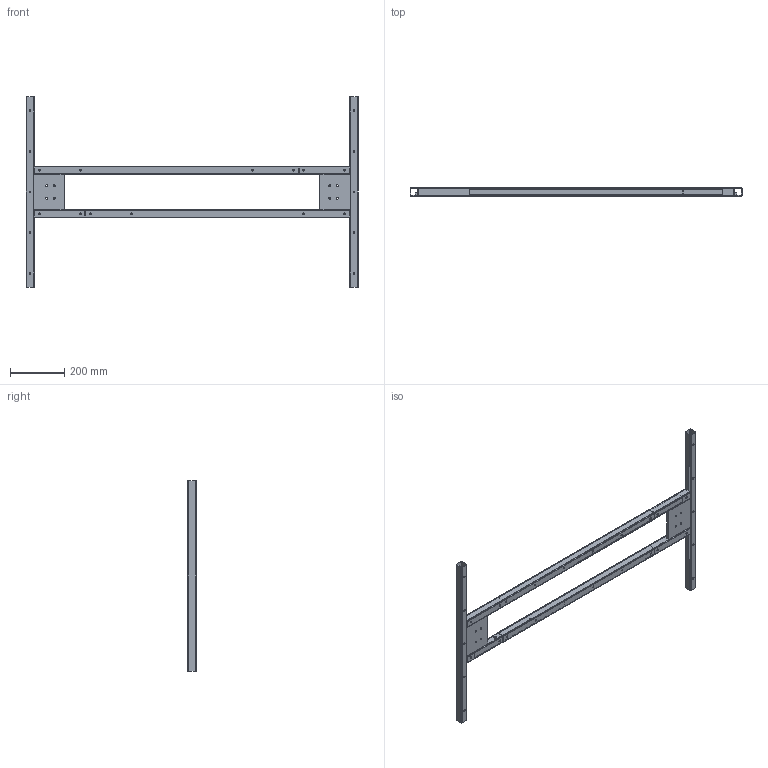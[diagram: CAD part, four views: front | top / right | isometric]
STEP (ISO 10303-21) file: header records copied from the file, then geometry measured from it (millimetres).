
FILE_DESCRIPTION (( 'STEP AP203' ), '1' );
FILE_NAME ('Tischrahmen.STEP', '2016-04-15T08:45:51', ( 'admin' ), ( 'Hewlett-Packard Company' ), 'SwSTEP 2.0', 'SolidWorks 2014', '' );
FILE_SCHEMA (( 'CONFIG_CONTROL_DESIGN' ));
Length unit declared in the file: millimetre
Products named in the file (1): Tischrahmen
Bounding box: 1220 x 30 x 700 mm (x, y, z)
Volume: 1390827.6 mm3; surface area: 1184255.1 mm2
Topology: 2 solids, 2 shells, 378 faces, 1124 edges, 728 vertices
Faces by surface type: cylinder 248, plane 114, cone 16
Entity records: 13447 total; most frequent: CARTESIAN_POINT 2419, DIRECTION 2374, ORIENTED_EDGE 2248, EDGE_CURVE 1124, AXIS2_PLACEMENT_3D 895, VERTEX_POINT 728, LINE 584, VECTOR 584
